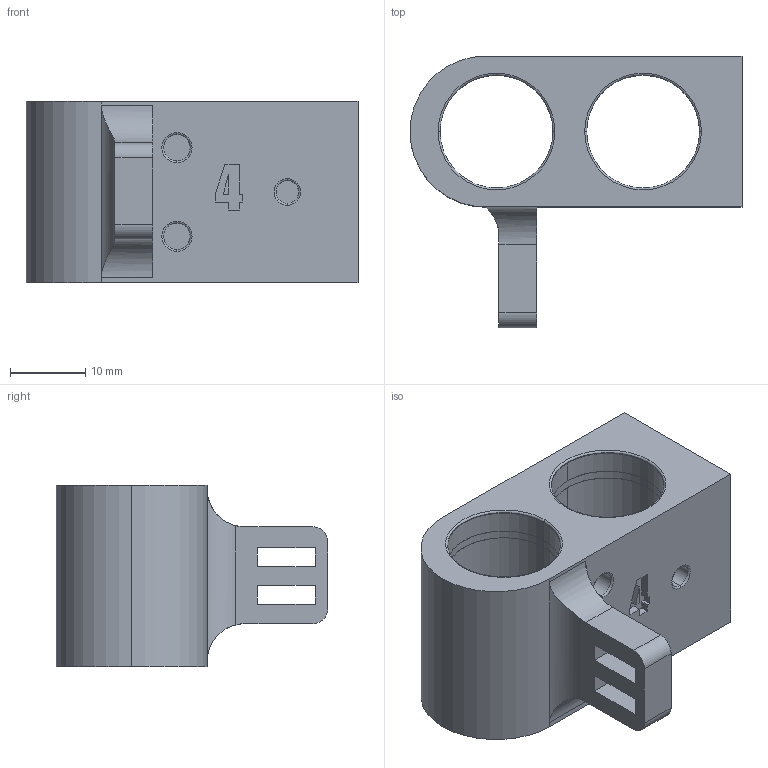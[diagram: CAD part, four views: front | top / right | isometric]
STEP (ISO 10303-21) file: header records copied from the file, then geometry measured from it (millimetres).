
FILE_DESCRIPTION (( 'STEP AP214' ), '1' );
FILE_NAME ('4sliderA.STEP', '2022-10-08T16:17:38', ( '' ), ( '' ), 'SwSTEP 2.0', 'SolidWorks 2021', '' );
FILE_SCHEMA (( 'AUTOMOTIVE_DESIGN' ));
Length unit declared in the file: millimetre
Products named in the file (1): 4sliderA
Bounding box: 44 x 36 x 24 mm (x, y, z)
Volume: 12219.6 mm3; surface area: 7148.9 mm2
Topology: 1 solids, 1 shells, 112 faces, 259 edges, 166 vertices
Faces by surface type: plane 49, cylinder 41, torus 22
Entity records: 3291 total; most frequent: DIRECTION 611, CARTESIAN_POINT 572, ORIENTED_EDGE 518, EDGE_CURVE 259, AXIS2_PLACEMENT_3D 241, VERTEX_POINT 166, EDGE_LOOP 137, VECTOR 129
